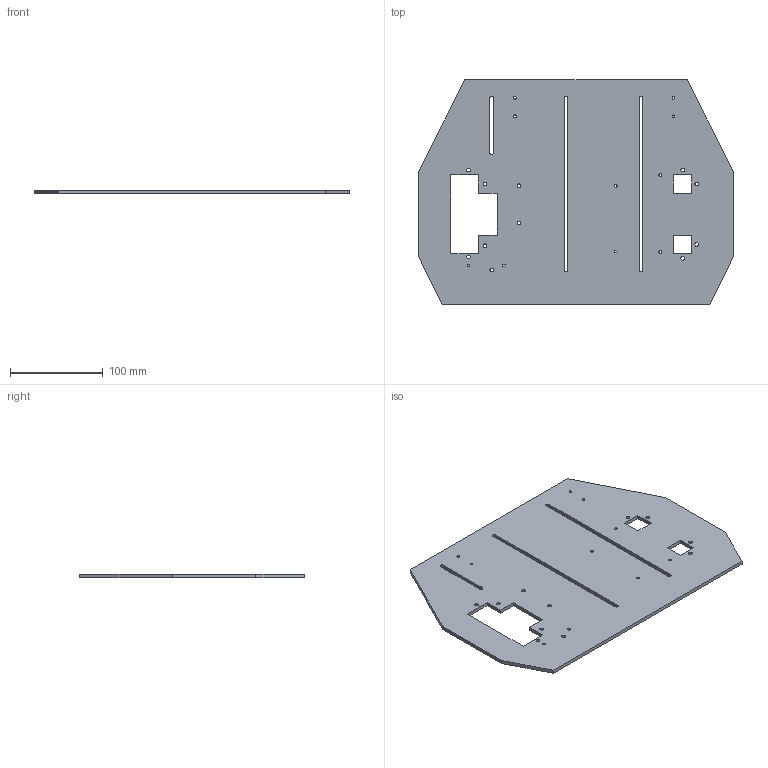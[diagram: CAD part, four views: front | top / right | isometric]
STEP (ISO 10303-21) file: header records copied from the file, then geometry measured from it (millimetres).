
FILE_DESCRIPTION((''),'2;1');
FILE_NAME('ETAGE1','2012-03-28T',('Haytham'),(''),'PRO/ENGINEER BY PARAMETRIC TECHNOLOGY CORPORATION, 2009141','PRO/ENGINEER BY PARAMETRIC TECHNOLOGY CORPORATION, 2009141','');
FILE_SCHEMA(('CONFIG_CONTROL_DESIGN'));
Length unit declared in the file: millimetre
Products named in the file (1): ETAGE1
Bounding box: 340 x 242.16 x 4 mm (x, y, z)
Volume: 279034.8 mm3; surface area: 149948.1 mm2
Topology: 1 solids, 1 shells, 80 faces, 234 edges, 156 vertices
Faces by surface type: cylinder 48, plane 32
Entity records: 2840 total; most frequent: DIRECTION 490, CARTESIAN_POINT 470, ORIENTED_EDGE 468, EDGE_CURVE 234, AXIS2_PLACEMENT_3D 176, VERTEX_POINT 156, VECTOR 138, LINE 138
